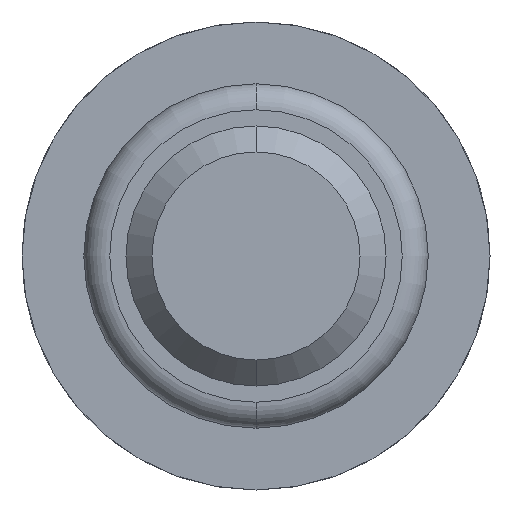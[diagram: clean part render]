
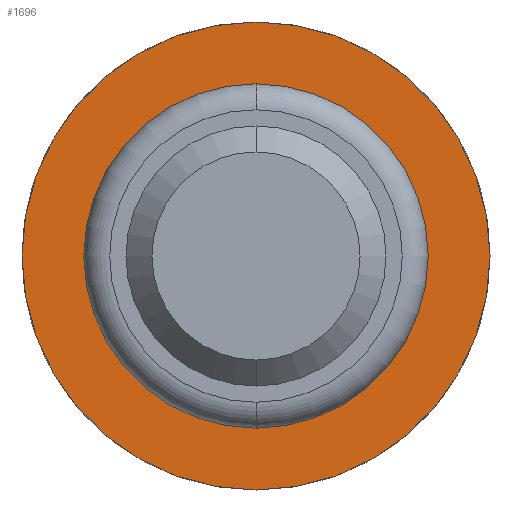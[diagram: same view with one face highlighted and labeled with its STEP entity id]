
A CAD part, front view. The second image highlights one B-rep face of the part: STEP entity #1696.
In plain terms, the highlighted planar face has unit normal (0, -1, 0).
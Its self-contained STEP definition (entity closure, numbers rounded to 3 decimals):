
#158 = EDGE_CURVE ( 'Defeature ausgef�hrt4_13+Defeature ausgef�hrt4_14+Defeature ausgef�hrt4_14+Defeature ausgef�hrt4_14', #660, #4106, #3799, .T. ) ;
#233 = CARTESIAN_POINT ( 'NONE',  ( 0., -1.8, 0. ) ) ;
#495 = ORIENTED_EDGE ( 'NONE', *, *, #2851, .F. ) ;
#602 = CIRCLE ( 'NONE', #3665, 1.8 ) ;
#660 = VERTEX_POINT ( 'NONE', #3146 ) ;
#731 = EDGE_LOOP ( 'NONE', ( #495, #2811 ) ) ;
#1033 = DIRECTION ( 'NONE',  ( 0., 1., 0. ) ) ;
#1064 = FACE_OUTER_BOUND ( 'NONE', #731, .T. ) ;
#1098 = AXIS2_PLACEMENT_3D ( 'NONE', #233, #4485, #1286 ) ;
#1286 = DIRECTION ( 'NONE',  ( 0., 0., 1. ) ) ;
#1300 = DIRECTION ( 'NONE',  ( 0., 1., 0. ) ) ;
#1476 = EDGE_CURVE ( 'Defeature ausgef�hrt4_13+Defeature ausgef�hrt4_14+Defeature ausgef�hrt4_14+Defeature ausgef�hrt4_14', #4106, #660, #3282, .T. ) ;
#1571 = VERTEX_POINT ( 'NONE', #4449 ) ;
#1577 = AXIS2_PLACEMENT_3D ( 'NONE', #4100, #2490, #1818 ) ;
#1696 = ADVANCED_FACE ( 'Defeature ausgef�hrt4_13', ( #1064, #3883 ), #2097, .F. ) ;
#1818 = DIRECTION ( 'NONE',  ( 0., 0., 1. ) ) ;
#2097 = PLANE ( 'NONE',  #4489 ) ;
#2117 = DIRECTION ( 'NONE',  ( 0., 0., 1. ) ) ;
#2198 = EDGE_LOOP ( 'NONE', ( #3569, #2441 ) ) ;
#2354 = DIRECTION ( 'NONE',  ( 0., 0., 1. ) ) ;
#2371 = CARTESIAN_POINT ( 'NONE',  ( 0., -1.8, 0. ) ) ;
#2403 = DIRECTION ( 'NONE',  ( 0., 1., 0. ) ) ;
#2432 = CARTESIAN_POINT ( 'NONE',  ( 0., -1.8, -1.325 ) ) ;
#2438 = DIRECTION ( 'NONE',  ( 0., 0., 1. ) ) ;
#2441 = ORIENTED_EDGE ( 'NONE', *, *, #1476, .T. ) ;
#2490 = DIRECTION ( 'NONE',  ( 0., 1., 0. ) ) ;
#2501 = CARTESIAN_POINT ( 'NONE',  ( 0., -1.8, -1.8 ) ) ;
#2651 = EDGE_CURVE ( 'Defeature ausgef�hrt4_12+Defeature ausgef�hrt4_13+Defeature ausgef�hrt4_13+Defeature ausgef�hrt4_13', #2785, #1571, #602, .T. ) ;
#2785 = VERTEX_POINT ( 'NONE', #2501 ) ;
#2811 = ORIENTED_EDGE ( 'NONE', *, *, #2651, .F. ) ;
#2851 = EDGE_CURVE ( 'Defeature ausgef�hrt4_12+Defeature ausgef�hrt4_13+Defeature ausgef�hrt4_13+Defeature ausgef�hrt4_13', #1571, #2785, #3109, .T. ) ;
#3109 = CIRCLE ( 'NONE', #1577, 1.8 ) ;
#3146 = CARTESIAN_POINT ( 'NONE',  ( 0., -1.8, 1.325 ) ) ;
#3282 = CIRCLE ( 'NONE', #1098, 1.325 ) ;
#3557 = CARTESIAN_POINT ( 'NONE',  ( 1.8, -1.8, 0. ) ) ;
#3569 = ORIENTED_EDGE ( 'NONE', *, *, #158, .T. ) ;
#3657 = AXIS2_PLACEMENT_3D ( 'NONE', #4110, #2403, #2354 ) ;
#3665 = AXIS2_PLACEMENT_3D ( 'NONE', #2371, #1300, #2438 ) ;
#3799 = CIRCLE ( 'NONE', #3657, 1.325 ) ;
#3883 = FACE_BOUND ( 'NONE', #2198, .T. ) ;
#4100 = CARTESIAN_POINT ( 'NONE',  ( 0., -1.8, 0. ) ) ;
#4106 = VERTEX_POINT ( 'NONE', #2432 ) ;
#4110 = CARTESIAN_POINT ( 'NONE',  ( 0., -1.8, 0. ) ) ;
#4449 = CARTESIAN_POINT ( 'NONE',  ( 0., -1.8, 1.8 ) ) ;
#4485 = DIRECTION ( 'NONE',  ( 0., 1., 0. ) ) ;
#4489 = AXIS2_PLACEMENT_3D ( 'NONE', #3557, #1033, #2117 ) ;
